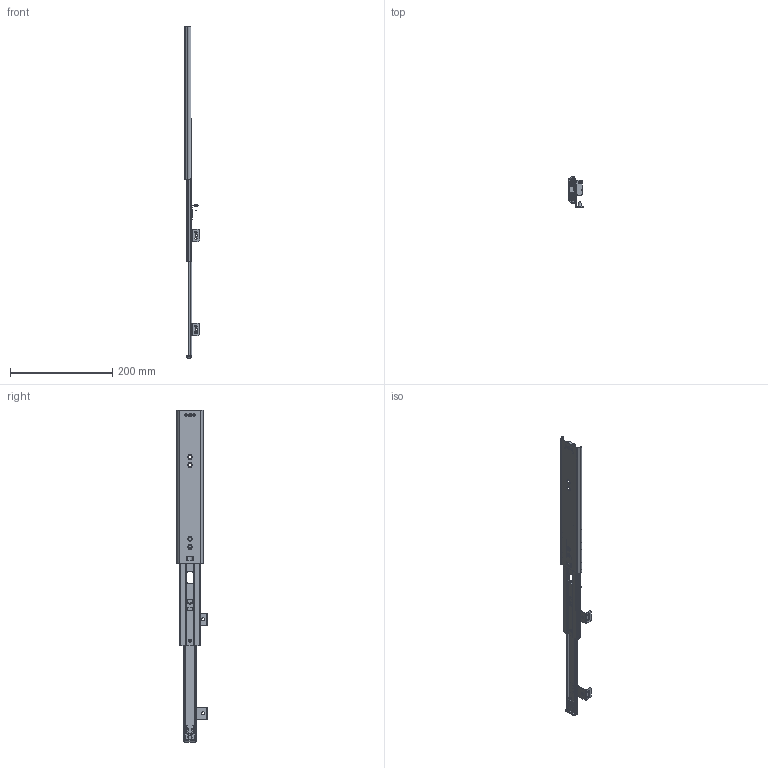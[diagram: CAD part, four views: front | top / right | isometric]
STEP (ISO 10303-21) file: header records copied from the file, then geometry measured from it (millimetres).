
FILE_DESCRIPTION(/* description */ ('Überauszug Serie 036 300x350 rechts'),/* implementation_level */ '2;1');
FILE_NAME(/* name */ '07000060002.stp',/* time_stamp */ '2020-07-02T10:06:03+02:00',/* author */ ('Dennis Bruder'),/* organization */ (''),/* preprocessor_version */ 'ST-DEVELOPER v18',/* originating_system */ 'Autodesk Inventor 2020',/* authorisation */ '');
FILE_SCHEMA (('AUTOMOTIVE_DESIGN { 1 0 10303 214 3 1 1 }'));
Products named in the file (1): 07000060002
Bounding box: 29.5 x 60.25 x 650 mm (x, y, z)
Volume: 93851.8 mm3; surface area: 138286.7 mm2
Topology: 48 solids, 48 shells, 2329 faces, 6702 edges, 4371 vertices
Faces by surface type: plane 1003, cylinder 674, cone 268, bspline 188, torus 154, sphere 42
Full cylindrical faces by diameter (mm): 1 x8, 1.5 x2, 2.3 x2, 3.5 x2, 4 x2, 4.1 x9, 4.5 x6, 4.6 x7, 5 x6, 5.5 x1, 5.9 x3, 6 x6, 8 x3, 8.2 x1
Entity records: 90283 total; most frequent: CARTESIAN_POINT 29021, ORIENTED_EDGE 13252, DIRECTION 11377, EDGE_CURVE 6626, VERTEX_POINT 4371, AXIS2_PLACEMENT_3D 4101, LINE 3175, VECTOR 3175
